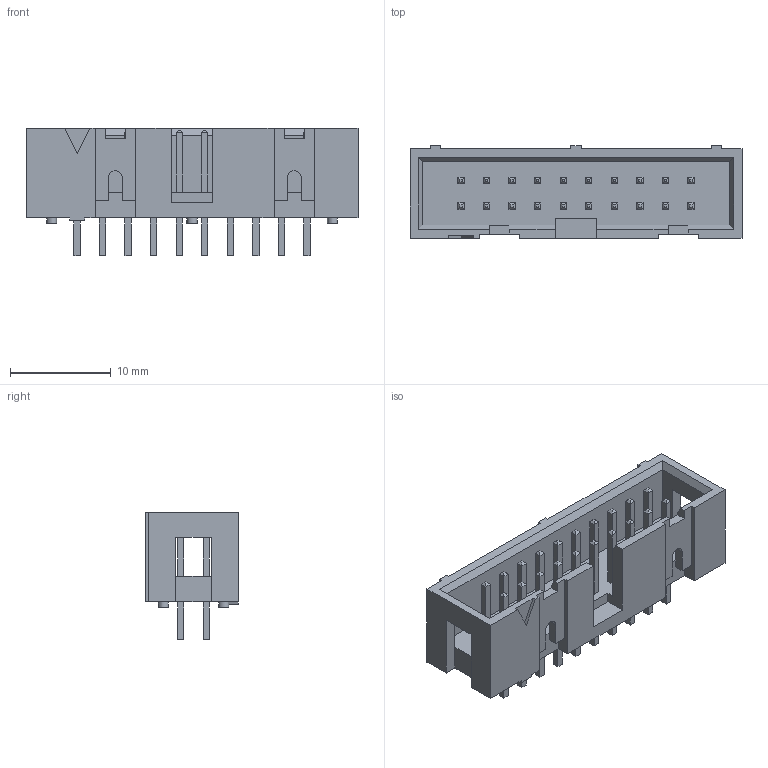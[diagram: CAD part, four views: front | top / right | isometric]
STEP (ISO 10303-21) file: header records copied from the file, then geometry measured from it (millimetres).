
FILE_DESCRIPTION((' '),'2;1');
FILE_NAME( '09185206324.stp', '2022-09-02T09:18:50', (' '), ('--- Datakit www.datakit.com---'), ' Datakit CrossCadWare V2022.3 Jun 15 2022', 'DATAKIT 2022 (c)', ' ');
FILE_SCHEMA(('AP242_MANAGED_MODEL_BASED_3D_ENGINEERING_MIM_LF { 1 0 10303 442 1 1 4 }'));
Length unit declared in the file: millimetre
Products named in the file (1): 09185206324
Bounding box: 33.02 x 9.2 x 12.65 mm (x, y, z)
Volume: 1324.3 mm3; surface area: 2266.2 mm2
Topology: 1 solids, 1 shells, 369 faces, 895 edges, 566 vertices
Faces by surface type: plane 361, cylinder 8
Full cylindrical faces by diameter (mm): 1 x6
Entity records: 10853 total; most frequent: CARTESIAN_POINT 1825, ORIENTED_EDGE 1778, DIRECTION 1645, EDGE_CURVE 889, VECTOR 873, LINE 873, VERTEX_POINT 566, EDGE_LOOP 421
